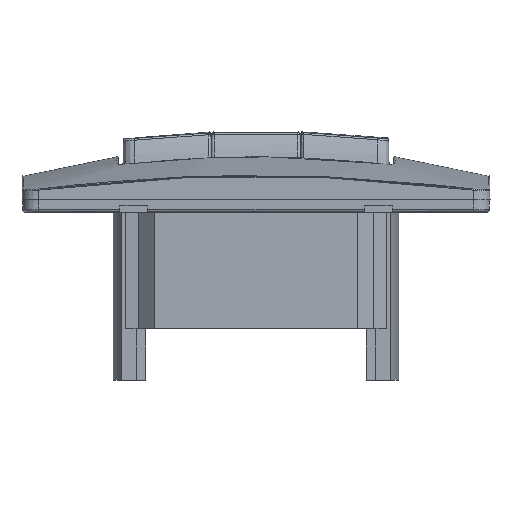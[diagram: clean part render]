
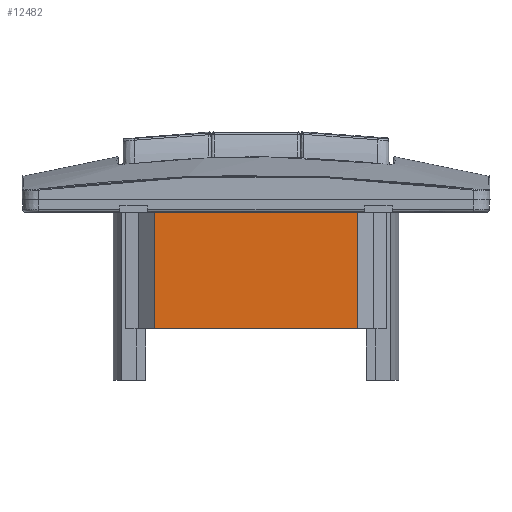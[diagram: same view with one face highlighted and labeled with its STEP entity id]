
A CAD part, front view. The second image highlights one B-rep face of the part: STEP entity #12482.
In plain terms, the highlighted planar face has unit normal (0, -1, 0).
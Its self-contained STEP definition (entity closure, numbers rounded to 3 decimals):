
#27 = CARTESIAN_POINT ( 'NONE',  ( 18.665, -21.794, -21.45 ) ) ;
#2564 = ORIENTED_EDGE ( 'NONE', *, *, #15389, .T. ) ;
#3934 = CARTESIAN_POINT ( 'NONE',  ( -18.665, -21.794, 0. ) ) ;
#4643 = CARTESIAN_POINT ( 'NONE',  ( -18.665, -21.794, -14.3 ) ) ;
#4848 = EDGE_CURVE ( 'NONE', #60909, #26152, #68805, .T. ) ;
#5854 = B_SPLINE_CURVE_WITH_KNOTS ( 'NONE', 3,
 ( #3934, #54462, #4643, #9757 ),
 .UNSPECIFIED., .F., .F.,
 ( 4, 4 ),
 ( 0., 1. ),
 .UNSPECIFIED. ) ;
#8609 = CARTESIAN_POINT ( 'NONE',  ( 18.665, -21.794, 0. ) ) ;
#9757 = CARTESIAN_POINT ( 'NONE',  ( -18.665, -21.794, -21.45 ) ) ;
#10984 = VERTEX_POINT ( 'NONE', #28442 ) ;
#12348 = PLANE ( 'NONE',  #43506 ) ;
#12482 = ADVANCED_FACE ( 'NONE', ( #62544 ), #12348, .T. ) ;
#13443 = CARTESIAN_POINT ( 'NONE',  ( -18.665, -21.794, -21.45 ) ) ;
#15389 = EDGE_CURVE ( 'NONE', #26152, #61988, #28695, .T. ) ;
#24591 = EDGE_CURVE ( 'NONE', #61988, #10984, #45564, .T. ) ;
#24821 = DIRECTION ( 'NONE',  ( 0., -1., 0. ) ) ;
#26152 = VERTEX_POINT ( 'NONE', #47451 ) ;
#26461 = CARTESIAN_POINT ( 'NONE',  ( 18.665, -21.794, -14.3 ) ) ;
#27163 = CARTESIAN_POINT ( 'NONE',  ( -6.222, -21.794, -21.45 ) ) ;
#28442 = CARTESIAN_POINT ( 'NONE',  ( -18.665, -21.794, 0. ) ) ;
#28695 = B_SPLINE_CURVE_WITH_KNOTS ( 'NONE', 3,
 ( #59443, #26461, #48455, #66359 ),
 .UNSPECIFIED., .F., .F.,
 ( 4, 4 ),
 ( 0., 1. ),
 .UNSPECIFIED. ) ;
#30952 = CARTESIAN_POINT ( 'NONE',  ( -18.665, -21.794, 0. ) ) ;
#33716 = CARTESIAN_POINT ( 'NONE',  ( -18.665, -21.794, -21.45 ) ) ;
#35543 = ORIENTED_EDGE ( 'NONE', *, *, #4848, .T. ) ;
#36074 = CARTESIAN_POINT ( 'NONE',  ( 6.222, -21.794, 0. ) ) ;
#43506 = AXIS2_PLACEMENT_3D ( 'NONE', #52287, #24821, #57048 ) ;
#45564 = B_SPLINE_CURVE_WITH_KNOTS ( 'NONE', 3,
 ( #8609, #36074, #65980, #30952 ),
 .UNSPECIFIED., .F., .F.,
 ( 4, 4 ),
 ( 0., 1. ),
 .UNSPECIFIED. ) ;
#46967 = EDGE_LOOP ( 'NONE', ( #35543, #2564, #69001, #55393 ) ) ;
#47451 = CARTESIAN_POINT ( 'NONE',  ( 18.665, -21.794, -21.45 ) ) ;
#48455 = CARTESIAN_POINT ( 'NONE',  ( 18.665, -21.794, -7.15 ) ) ;
#52287 = CARTESIAN_POINT ( 'NONE',  ( 18.665, -21.794, 2. ) ) ;
#54462 = CARTESIAN_POINT ( 'NONE',  ( -18.665, -21.794, -7.15 ) ) ;
#55393 = ORIENTED_EDGE ( 'NONE', *, *, #60971, .T. ) ;
#57048 = DIRECTION ( 'NONE',  ( -1., 0., 0. ) ) ;
#59443 = CARTESIAN_POINT ( 'NONE',  ( 18.665, -21.794, -21.45 ) ) ;
#60909 = VERTEX_POINT ( 'NONE', #13443 ) ;
#60971 = EDGE_CURVE ( 'NONE', #10984, #60909, #5854, .T. ) ;
#61988 = VERTEX_POINT ( 'NONE', #67425 ) ;
#62544 = FACE_OUTER_BOUND ( 'NONE', #46967, .T. ) ;
#65980 = CARTESIAN_POINT ( 'NONE',  ( -6.222, -21.794, 0. ) ) ;
#66359 = CARTESIAN_POINT ( 'NONE',  ( 18.665, -21.794, 0. ) ) ;
#67041 = CARTESIAN_POINT ( 'NONE',  ( 6.222, -21.794, -21.45 ) ) ;
#67425 = CARTESIAN_POINT ( 'NONE',  ( 18.665, -21.794, 0. ) ) ;
#68805 = B_SPLINE_CURVE_WITH_KNOTS ( 'NONE', 3,
 ( #33716, #27163, #67041, #27 ),
 .UNSPECIFIED., .F., .F.,
 ( 4, 4 ),
 ( 0., 1. ),
 .UNSPECIFIED. ) ;
#69001 = ORIENTED_EDGE ( 'NONE', *, *, #24591, .T. ) ;
